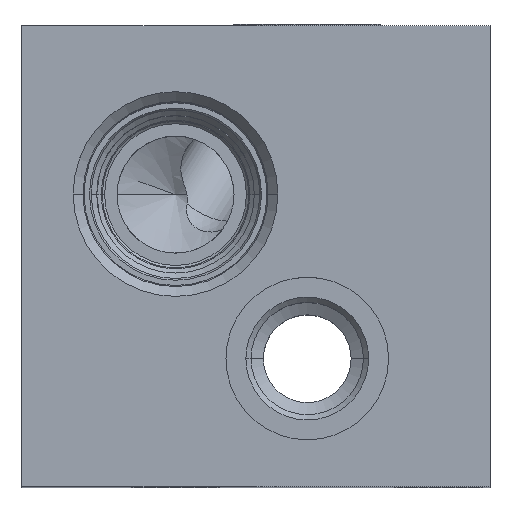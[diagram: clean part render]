
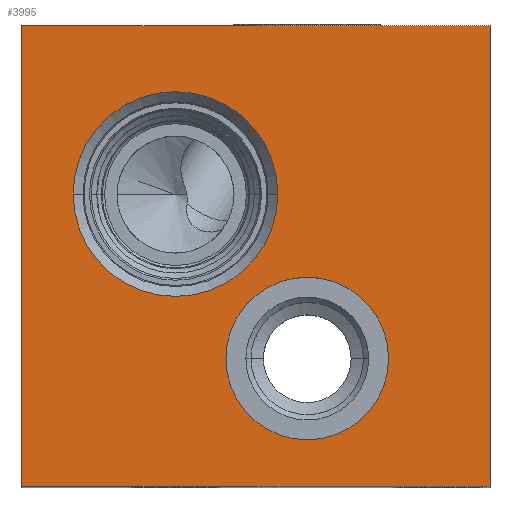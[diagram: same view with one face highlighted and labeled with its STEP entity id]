
A CAD part, top view. The second image highlights one B-rep face of the part: STEP entity #3995.
In plain terms, the highlighted planar face has unit normal (0, 0, 1).
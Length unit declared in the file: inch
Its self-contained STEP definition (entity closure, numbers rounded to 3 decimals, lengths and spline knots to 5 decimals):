
#113=DIRECTION('',(0.,-1.,0.));
#114=VECTOR('',#113,3.938);
#115=CARTESIAN_POINT('',(0.,0.,5.469));
#116=LINE('',#115,#114);
#117=DIRECTION('',(-1.,0.,0.));
#118=VECTOR('',#117,4.);
#119=CARTESIAN_POINT('',(4.,0.,5.469));
#120=LINE('',#119,#118);
#121=DIRECTION('',(0.,1.,0.));
#122=VECTOR('',#121,3.938);
#123=CARTESIAN_POINT('',(4.,-3.938,5.469));
#124=LINE('',#123,#122);
#125=DIRECTION('',(1.,0.,0.));
#126=VECTOR('',#125,4.);
#127=CARTESIAN_POINT('',(0.,-3.938,5.469));
#128=LINE('',#127,#126);
#129=CARTESIAN_POINT('',(2.438,-2.844,5.469));
#130=DIRECTION('',(0.,0.,-1.));
#131=DIRECTION('',(-1.,0.,0.));
#132=AXIS2_PLACEMENT_3D('',#129,#130,#131);
#134=CARTESIAN_POINT('',(2.438,-2.844,5.469));
#135=DIRECTION('',(0.,0.,-1.));
#136=DIRECTION('',(1.,0.,0.));
#137=AXIS2_PLACEMENT_3D('',#134,#135,#136);
#139=CARTESIAN_POINT('',(1.312,-1.438,5.469));
#140=DIRECTION('',(0.,0.,-1.));
#141=DIRECTION('',(-1.,0.,0.));
#142=AXIS2_PLACEMENT_3D('',#139,#140,#141);
#144=CARTESIAN_POINT('',(1.312,-1.438,5.469));
#145=DIRECTION('',(0.,0.,-1.));
#146=DIRECTION('',(1.,0.,0.));
#147=AXIS2_PLACEMENT_3D('',#144,#145,#146);
#3477=CARTESIAN_POINT('',(0.,0.,5.469));
#3478=CARTESIAN_POINT('',(0.,-3.938,5.469));
#3479=VERTEX_POINT('',#3477);
#3480=VERTEX_POINT('',#3478);
#3481=CARTESIAN_POINT('',(4.,-3.938,5.469));
#3482=VERTEX_POINT('',#3481);
#3483=CARTESIAN_POINT('',(4.,0.,5.469));
#3484=VERTEX_POINT('',#3483);
#3501=CARTESIAN_POINT('',(1.743,-2.844,5.469));
#3502=CARTESIAN_POINT('',(3.133,-2.844,5.469));
#3503=VERTEX_POINT('',#3501);
#3504=VERTEX_POINT('',#3502);
#3565=CARTESIAN_POINT('',(0.437,-1.438,
5.469));
#3566=CARTESIAN_POINT('',(2.187,-1.438,5.469));
#3567=VERTEX_POINT('',#3565);
#3568=VERTEX_POINT('',#3566);
#3972=CARTESIAN_POINT('',(0.,0.,5.469));
#3973=DIRECTION('',(0.,0.,1.));
#3974=DIRECTION('',(1.,0.,0.));
#3975=AXIS2_PLACEMENT_3D('',#3972,#3973,#3974);
#3976=PLANE('',#3975);
#3977=ORIENTED_EDGE('',*,*,#3894,.F.);
#3978=ORIENTED_EDGE('',*,*,#3909,.F.);
#3979=ORIENTED_EDGE('',*,*,#3941,.F.);
#3980=ORIENTED_EDGE('',*,*,#3954,.F.);
#3981=EDGE_LOOP('',(#3977,#3978,#3979,#3980));
#3982=FACE_OUTER_BOUND('',#3981,.F.);
#3984=ORIENTED_EDGE('',*,*,#3983,.F.);
#3986=ORIENTED_EDGE('',*,*,#3985,.F.);
#3987=EDGE_LOOP('',(#3984,#3986));
#3988=FACE_BOUND('',#3987,.F.);
#3990=ORIENTED_EDGE('',*,*,#3989,.F.);
#3992=ORIENTED_EDGE('',*,*,#3991,.F.);
#3993=EDGE_LOOP('',(#3990,#3992));
#3994=FACE_BOUND('',#3993,.F.);
#3995=ADVANCED_FACE('',(#3982,#3988,#3994),#3976,.T.);
#133=CIRCLE('',#132,0.695);
#138=CIRCLE('',#137,0.695);
#143=CIRCLE('',#142,0.875);
#148=CIRCLE('',#147,0.875);
#3894=EDGE_CURVE('',#3479,#3480,#116,.T.);
#3909=EDGE_CURVE('',#3484,#3479,#120,.T.);
#3941=EDGE_CURVE('',#3482,#3484,#124,.T.);
#3954=EDGE_CURVE('',#3480,#3482,#128,.T.);
#3983=EDGE_CURVE('',#3503,#3504,#133,.T.);
#3985=EDGE_CURVE('',#3504,#3503,#138,.T.);
#3989=EDGE_CURVE('',#3567,#3568,#143,.T.);
#3991=EDGE_CURVE('',#3568,#3567,#148,.T.);
